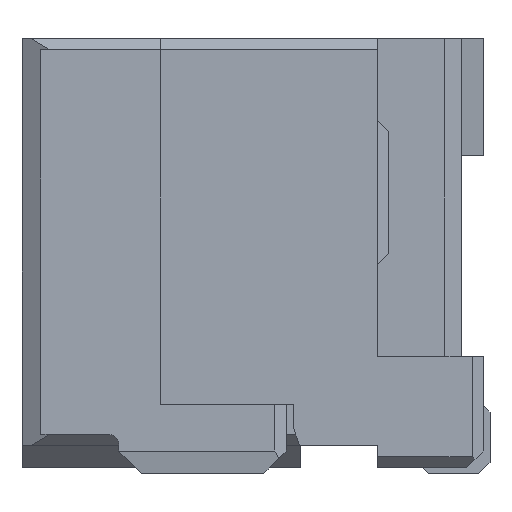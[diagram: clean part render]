
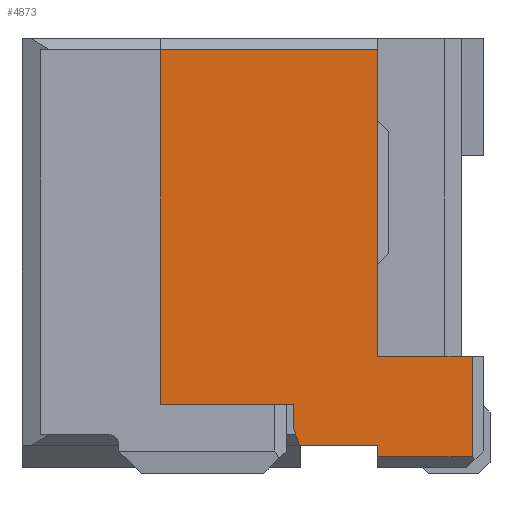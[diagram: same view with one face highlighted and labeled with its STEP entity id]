
A CAD part, left-side view. The second image highlights one B-rep face of the part: STEP entity #4873.
In plain terms, the highlighted planar face has unit normal (-1, 0, 0).
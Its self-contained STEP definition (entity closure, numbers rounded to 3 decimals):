
#929=DIRECTION('',(0.,0.,-1.));
#930=VECTOR('',#929,3.18);
#931=CARTESIAN_POINT('',(-7.65,-4.58,37.31));
#932=LINE('',#931,#930);
#1011=DIRECTION('',(0.,-1.,0.));
#1012=VECTOR('',#1011,0.85);
#1013=CARTESIAN_POINT('',(-7.65,-6.53,34.56));
#1014=LINE('',#1013,#1012);
#1015=DIRECTION('',(0.,1.,0.));
#1016=VECTOR('',#1015,0.7);
#1017=CARTESIAN_POINT('',(-7.65,-6.53,33.76));
#1018=LINE('',#1017,#1016);
#1019=DIRECTION('',(0.,-0.316,-0.949));
#1020=VECTOR('',#1019,0.158);
#1021=CARTESIAN_POINT('',(-7.65,-5.78,33.91));
#1022=LINE('',#1021,#1020);
#1023=DIRECTION('',(0.,1.,0.));
#1024=VECTOR('',#1023,1.2);
#1025=CARTESIAN_POINT('',(-7.65,-5.78,34.13));
#1026=LINE('',#1025,#1024);
#1027=DIRECTION('',(0.,-1.,0.));
#1028=VECTOR('',#1027,1.95);
#1029=CARTESIAN_POINT('',(-7.65,-4.58,37.31));
#1030=LINE('',#1029,#1028);
#1031=DIRECTION('',(0.,0.,-1.));
#1032=VECTOR('',#1031,2.75);
#1033=CARTESIAN_POINT('',(-7.65,-6.53,37.31));
#1034=LINE('',#1033,#1032);
#2093=DIRECTION('',(0.,0.,-1.));
#2094=VECTOR('',#2093,0.1);
#2095=CARTESIAN_POINT('',(-7.65,-6.53,33.76));
#2096=LINE('',#2095,#2094);
#2105=DIRECTION('',(0.,-1.,0.));
#2106=VECTOR('',#2105,0.85);
#2107=CARTESIAN_POINT('',(-7.65,-6.53,33.66));
#2108=LINE('',#2107,#2106);
#2125=DIRECTION('',(0.,0.,1.));
#2126=VECTOR('',#2125,0.9);
#2127=CARTESIAN_POINT('',(-7.65,-7.38,33.66));
#2128=LINE('',#2127,#2126);
#2507=DIRECTION('',(0.,0.,-1.));
#2508=VECTOR('',#2507,0.22);
#2509=CARTESIAN_POINT('',(-7.65,-5.78,34.13));
#2510=LINE('',#2509,#2508);
#2997=CARTESIAN_POINT('',(-7.65,-5.83,33.76));
#2998=VERTEX_POINT('',#2997);
#2999=CARTESIAN_POINT('',(-7.65,-5.78,33.91));
#3000=VERTEX_POINT('',#2999);
#3105=CARTESIAN_POINT('',(-7.65,-6.53,33.76));
#3106=VERTEX_POINT('',#3105);
#3211=CARTESIAN_POINT('',(-7.65,-4.58,37.31));
#3212=CARTESIAN_POINT('',(-7.65,-4.58,34.13));
#3213=VERTEX_POINT('',#3211);
#3214=VERTEX_POINT('',#3212);
#3241=CARTESIAN_POINT('',(-7.65,-6.53,33.66));
#3242=VERTEX_POINT('',#3241);
#3247=CARTESIAN_POINT('',(-7.65,-7.38,33.66));
#3248=VERTEX_POINT('',#3247);
#3305=CARTESIAN_POINT('',(-7.65,-6.53,37.31));
#3306=VERTEX_POINT('',#3305);
#3307=CARTESIAN_POINT('',(-7.65,-6.53,34.56));
#3308=VERTEX_POINT('',#3307);
#3309=CARTESIAN_POINT('',(-7.65,-7.38,34.56));
#3310=VERTEX_POINT('',#3309);
#3311=CARTESIAN_POINT('',(-7.65,-5.78,34.13));
#3312=VERTEX_POINT('',#3311);
#4847=CARTESIAN_POINT('',(-7.65,-5.555,35.995));
#4848=DIRECTION('',(-1.,0.,0.));
#4849=DIRECTION('',(0.,-1.,0.));
#4850=AXIS2_PLACEMENT_3D('',#4847,#4848,#4849);
#4851=PLANE('',#4850);
#4853=ORIENTED_EDGE('',*,*,#4852,.T.);
#4855=ORIENTED_EDGE('',*,*,#4854,.F.);
#4857=ORIENTED_EDGE('',*,*,#4856,.F.);
#4859=ORIENTED_EDGE('',*,*,#4858,.F.);
#4860=ORIENTED_EDGE('',*,*,#4616,.T.);
#4862=ORIENTED_EDGE('',*,*,#4861,.F.);
#4864=ORIENTED_EDGE('',*,*,#4863,.F.);
#4865=ORIENTED_EDGE('',*,*,#4829,.T.);
#4866=ORIENTED_EDGE('',*,*,#4738,.F.);
#4868=ORIENTED_EDGE('',*,*,#4867,.T.);
#4870=ORIENTED_EDGE('',*,*,#4869,.T.);
#4871=EDGE_LOOP('',(#4853,#4855,#4857,#4859,#4860,#4862,#4864,#4865,#4866,#4868,
#4870));
#4872=FACE_OUTER_BOUND('',#4871,.F.);
#4873=ADVANCED_FACE('',(#4872),#4851,.T.);
#4616=EDGE_CURVE('',#3106,#2998,#1018,.T.);
#4738=EDGE_CURVE('',#3213,#3214,#932,.T.);
#4829=EDGE_CURVE('',#3312,#3214,#1026,.T.);
#4852=EDGE_CURVE('',#3308,#3310,#1014,.T.);
#4854=EDGE_CURVE('',#3248,#3310,#2128,.T.);
#4856=EDGE_CURVE('',#3242,#3248,#2108,.T.);
#4858=EDGE_CURVE('',#3106,#3242,#2096,.T.);
#4861=EDGE_CURVE('',#3000,#2998,#1022,.T.);
#4863=EDGE_CURVE('',#3312,#3000,#2510,.T.);
#4867=EDGE_CURVE('',#3213,#3306,#1030,.T.);
#4869=EDGE_CURVE('',#3306,#3308,#1034,.T.);
